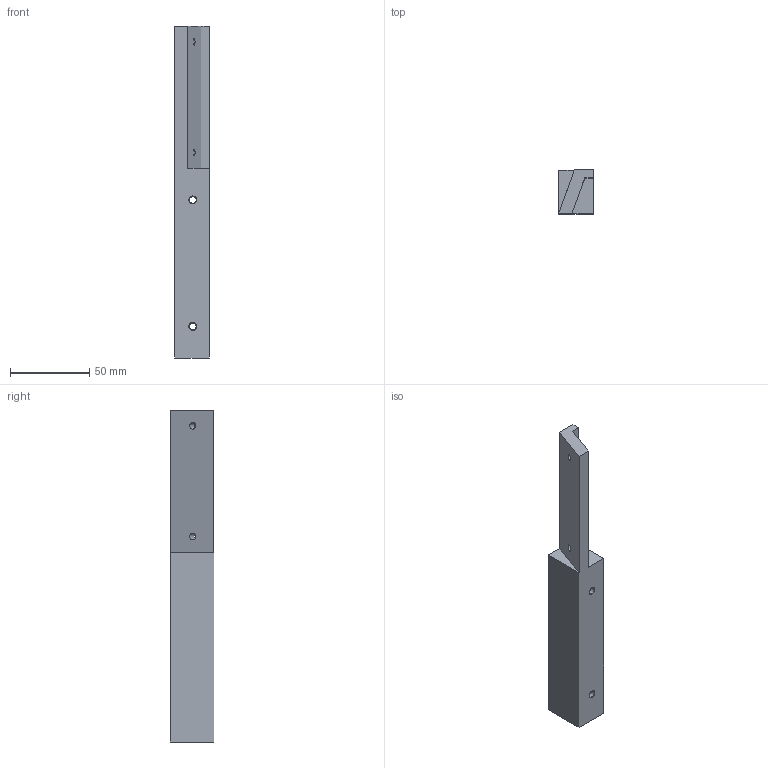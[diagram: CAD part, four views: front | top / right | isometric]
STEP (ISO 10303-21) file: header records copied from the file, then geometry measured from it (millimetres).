
FILE_DESCRIPTION(/* description */ (''),/* implementation_level */ '2;1');
FILE_NAME(/* name */ 'Guide gauche(Symtrie miroir).step',/* time_stamp */ '2022-11-26T20:45:25+01:00',/* author */ (''),/* organization */ (''),/* preprocessor_version */ 'ST-DEVELOPER v19.2',/* originating_system */ 'Autodesk Translation Framework v11.17.0.187',/* authorisation */ '');
FILE_SCHEMA (('AUTOMOTIVE_DESIGN { 1 0 10303 214 3 1 1 }'));
Length unit declared in the file: millimetre
Products named in the file (1): Guide gauche(Symétrie miroir)
Bounding box: 22.08 x 27.47 x 210 mm (x, y, z)
Volume: 94662.6 mm3; surface area: 21506.5 mm2
Topology: 1 solids, 1 shells, 20 faces, 47 edges, 31 vertices
Faces by surface type: plane 14, cylinder 6
Full cylindrical faces by diameter (mm): 4.2 x2, 4.234 x2, 5 x2
Entity records: 624 total; most frequent: DIRECTION 101, CARTESIAN_POINT 99, ORIENTED_EDGE 94, EDGE_CURVE 47, LINE 35, VECTOR 35, AXIS2_PLACEMENT_3D 33, VERTEX_POINT 31
